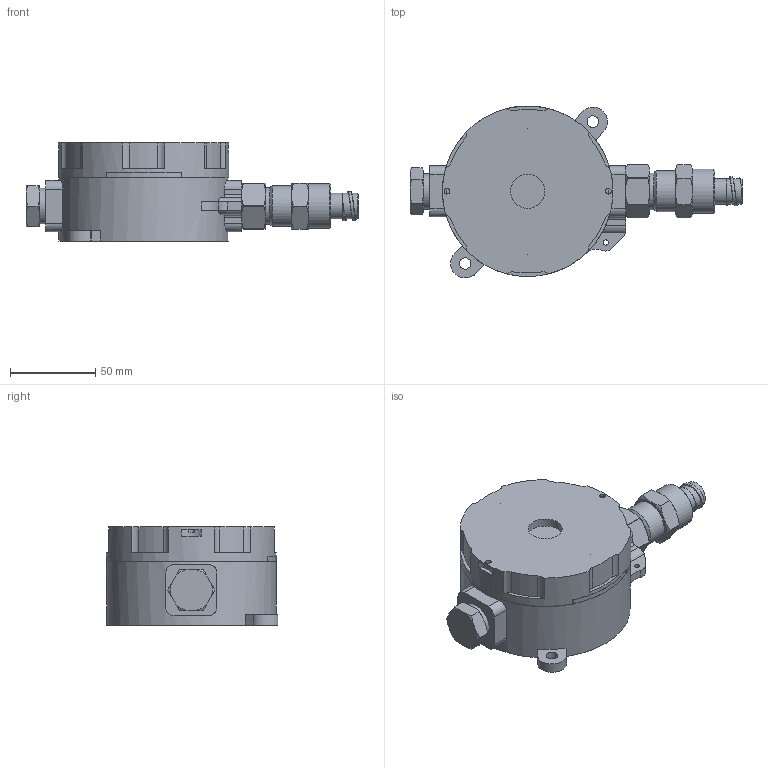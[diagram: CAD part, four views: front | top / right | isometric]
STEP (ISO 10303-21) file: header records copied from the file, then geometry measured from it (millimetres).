
FILE_DESCRIPTION(('STEP AP203'), '1');
FILE_NAME('Îðáèòà ÌÊ Ç (çâóê)', '2016-12-23T10:20:26', (' '), (' '), 'ASCON STEP Converter 1.3', 'ASCON Math Kernel', '');
FILE_SCHEMA(('CONFIG_CONTROL_DESIGN'));
Length unit declared in the file: millimetre
Products named in the file (12): 1; 2; 3; 4; 5; 6; 7; 8; 9; 10; 11; 12
Assembly tree (11 placements, depth 3):
  1
    2
    3
    4
    5
    6
      7
      8
      9
      10
      11
    12
Bounding box: 194.67 x 100.78 x 57.5 mm (x, y, z)
Volume: 279914.5 mm3; surface area: 121177.3 mm2
Topology: 10 solids, 10 shells, 282 faces, 694 edges, 451 vertices
Faces by surface type: plane 118, cylinder 102, cone 60, bspline 2
Full cylindrical faces by diameter (mm): 3 x7, 3.3 x2, 4 x4, 5 x1, 6.1 x1, 6.8 x2, 12 x3, 13 x2, 14.5 x1, 14.997 x1, 15 x1, 18 x3, 18.46 x1, 18.5 x1, 18.7 x2, 19 x2, 20 x2, 20.9 x1, 20.96 x1, 21.5 x1, 22 x1, 22.5 x1, 24 x1, 26 x1, 79.21 x1, 84 x1, 88.2 x2, 89.21 x1, 90.95 x1, 91.5 x1
Entity records: 11720 total; most frequent: CARTESIAN_POINT 4185, DIRECTION 1477, ORIENTED_EDGE 1382, EDGE_CURVE 691, AXIS2_PLACEMENT_3D 588, VERTEX_POINT 449, EDGE_LOOP 338, LINE 301
